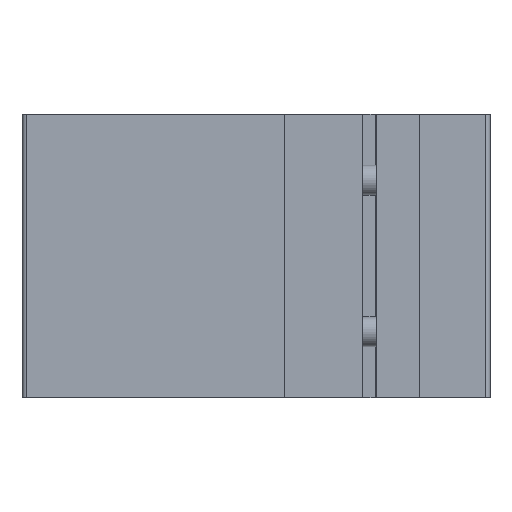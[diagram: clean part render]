
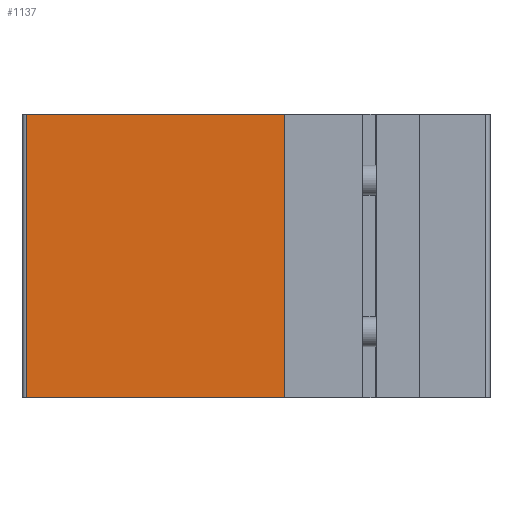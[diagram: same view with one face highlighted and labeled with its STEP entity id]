
A CAD part, front view. The second image highlights one B-rep face of the part: STEP entity #1137.
In plain terms, the highlighted planar face has unit normal (0, -1, 0).
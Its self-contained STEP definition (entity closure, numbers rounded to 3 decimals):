
#130=ORIENTED_EDGE('',*,*,#435,.F.);
#131=ORIENTED_EDGE('',*,*,#408,.F.);
#132=ORIENTED_EDGE('',*,*,#436,.T.);
#133=ORIENTED_EDGE('',*,*,#419,.T.);
#408=EDGE_CURVE('',#564,#565,#671,.T.);
#419=EDGE_CURVE('',#576,#575,#680,.T.);
#435=EDGE_CURVE('',#565,#575,#691,.T.);
#436=EDGE_CURVE('',#564,#576,#692,.T.);
#564=VERTEX_POINT('',#1678);
#565=VERTEX_POINT('',#1680);
#575=VERTEX_POINT('',#1701);
#576=VERTEX_POINT('',#1703);
#671=LINE('',#1679,#784);
#680=LINE('',#1702,#793);
#691=LINE('',#1750,#804);
#692=LINE('',#1751,#805);
#784=VECTOR('',#1342,1000.);
#793=VECTOR('',#1357,1000.);
#804=VECTOR('',#1384,1000.);
#805=VECTOR('',#1385,1000.);
#896=EDGE_LOOP('',(#130,#131,#132,#133));
#993=FACE_BOUND('',#896,.T.);
#1088=PLANE('',#1230);
#1137=ADVANCED_FACE('',(#993),#1088,.F.);
#1230=AXIS2_PLACEMENT_3D('',#1749,#1382,#1383);
#1342=DIRECTION('',(1.,0.,0.));
#1357=DIRECTION('',(1.,0.,0.));
#1382=DIRECTION('',(0.,1.,0.));
#1383=DIRECTION('',(0.,0.,1.));
#1384=DIRECTION('',(0.,0.,-1.));
#1385=DIRECTION('',(0.,0.,-1.));
#1678=CARTESIAN_POINT('',(-36.4,0.,22.5));
#1679=CARTESIAN_POINT('',(-36.4,0.,22.5));
#1680=CARTESIAN_POINT('',(4.55,0.,22.5));
#1701=CARTESIAN_POINT('',(4.55,0.,-22.5));
#1702=CARTESIAN_POINT('',(-36.4,0.,-22.5));
#1703=CARTESIAN_POINT('',(-36.4,0.,-22.5));
#1749=CARTESIAN_POINT('',(-36.4,0.,22.5));
#1750=CARTESIAN_POINT('',(4.55,0.,22.5));
#1751=CARTESIAN_POINT('',(-36.4,0.,22.5));
